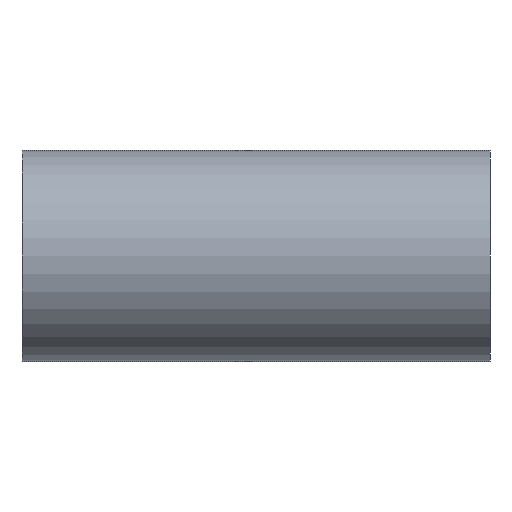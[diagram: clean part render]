
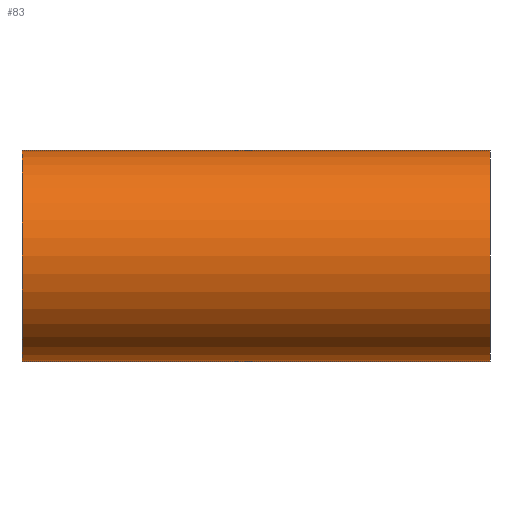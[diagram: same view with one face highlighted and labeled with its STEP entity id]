
A CAD part, left-side view. The second image highlights one B-rep face of the part: STEP entity #83.
In plain terms, the highlighted cylindrical face has radius 12.7 mm (diameter 25.4 mm), a partial arc.
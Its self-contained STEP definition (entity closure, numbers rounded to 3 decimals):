
#4 = ORIENTED_EDGE ( 'NONE', *, *, #230, .T. ) ;
#15 = DIRECTION ( 'NONE',  ( 0., 1., 0. ) ) ;
#34 = CARTESIAN_POINT ( 'NONE',  ( 0., 56.3, 12.7 ) ) ;
#53 = LINE ( 'NONE', #59, #203 ) ;
#58 = AXIS2_PLACEMENT_3D ( 'NONE', #581, #15, #300 ) ;
#59 = CARTESIAN_POINT ( 'NONE',  ( 0., 161.376, 12.7 ) ) ;
#83 = ADVANCED_FACE ( 'NONE', ( #112 ), #183, .T. ) ;
#106 = CIRCLE ( 'NONE', #137, 12.7 ) ;
#112 = FACE_OUTER_BOUND ( 'NONE', #594, .T. ) ;
#116 = VECTOR ( 'NONE', #311, 1000. ) ;
#136 = ORIENTED_EDGE ( 'NONE', *, *, #239, .F. ) ;
#137 = AXIS2_PLACEMENT_3D ( 'NONE', #567, #172, #181 ) ;
#139 = CARTESIAN_POINT ( 'NONE',  ( 0., 0., 0. ) ) ;
#172 = DIRECTION ( 'NONE',  ( 0., 1., 0. ) ) ;
#177 = CARTESIAN_POINT ( 'NONE',  ( 0., 56.3, -12.7 ) ) ;
#181 = DIRECTION ( 'NONE',  ( 0., 0., 1. ) ) ;
#183 = CYLINDRICAL_SURFACE ( 'NONE', #58, 12.7 ) ;
#203 = VECTOR ( 'NONE', #204, 1000. ) ;
#204 = DIRECTION ( 'NONE',  ( 0., 1., 0. ) ) ;
#211 = CARTESIAN_POINT ( 'NONE',  ( 0., 0., 12.7 ) ) ;
#230 = EDGE_CURVE ( 'NONE', #330, #519, #325, .T. ) ;
#239 = EDGE_CURVE ( 'NONE', #248, #286, #106, .T. ) ;
#248 = VERTEX_POINT ( 'NONE', #177 ) ;
#286 = VERTEX_POINT ( 'NONE', #34 ) ;
#290 = ORIENTED_EDGE ( 'NONE', *, *, #562, .F. ) ;
#300 = DIRECTION ( 'NONE',  ( 0., 0., 1. ) ) ;
#311 = DIRECTION ( 'NONE',  ( 0., 1., 0. ) ) ;
#325 = CIRCLE ( 'NONE', #573, 12.7 ) ;
#330 = VERTEX_POINT ( 'NONE', #487 ) ;
#377 = DIRECTION ( 'NONE',  ( 0., 0., 1. ) ) ;
#379 = EDGE_CURVE ( 'NONE', #519, #286, #53, .T. ) ;
#422 = ORIENTED_EDGE ( 'NONE', *, *, #379, .T. ) ;
#487 = CARTESIAN_POINT ( 'NONE',  ( 0., 0., -12.7 ) ) ;
#519 = VERTEX_POINT ( 'NONE', #211 ) ;
#529 = LINE ( 'NONE', #597, #116 ) ;
#562 = EDGE_CURVE ( 'NONE', #330, #248, #529, .T. ) ;
#567 = CARTESIAN_POINT ( 'NONE',  ( 0., 56.3, 0. ) ) ;
#573 = AXIS2_PLACEMENT_3D ( 'NONE', #139, #617, #377 ) ;
#581 = CARTESIAN_POINT ( 'NONE',  ( 0., 161.376, 0. ) ) ;
#594 = EDGE_LOOP ( 'NONE', ( #290, #4, #422, #136 ) ) ;
#597 = CARTESIAN_POINT ( 'NONE',  ( 0., 161.376, -12.7 ) ) ;
#617 = DIRECTION ( 'NONE',  ( 0., 1., 0. ) ) ;
